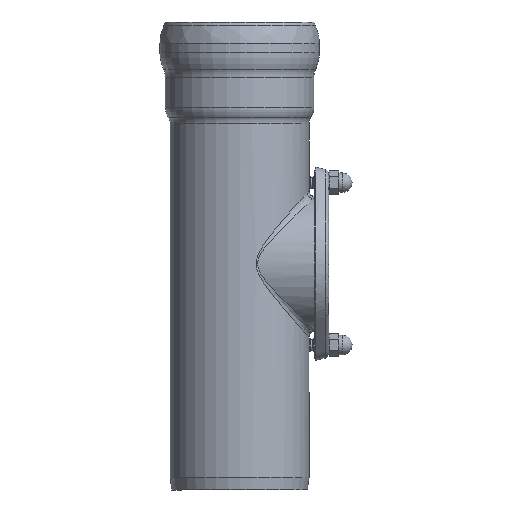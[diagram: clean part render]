
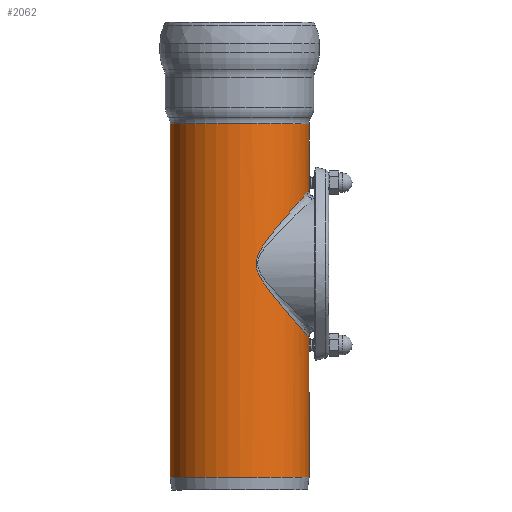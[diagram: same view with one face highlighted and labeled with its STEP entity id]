
A CAD part, left-side view. The second image highlights one B-rep face of the part: STEP entity #2062.
In plain terms, the highlighted cylindrical face has radius 445 mm (diameter 890 mm), a full revolution.
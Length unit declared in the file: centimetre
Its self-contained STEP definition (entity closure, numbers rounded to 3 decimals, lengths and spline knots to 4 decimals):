
#112=FACE_BOUND('',#418,.T.);
#190=CYLINDRICAL_SURFACE('',#2499,44.5);
#259=FACE_OUTER_BOUND('',#417,.T.);
#417=EDGE_LOOP('',(#1615,#1616,#1617,#1618,#1619,#1620));
#418=EDGE_LOOP('',(#1621));
#586=CIRCLE('',#2496,44.5);
#587=CIRCLE('',#2497,44.5);
#589=CIRCLE('',#2500,44.5);
#590=CIRCLE('',#2501,44.5);
#730=B_SPLINE_CURVE_WITH_KNOTS('',3,(#18306,#18307,#18308,#18309,#18310,
#18311,#18312,#18313,#18314,#18315,#18316,#18317,#18318,#18319,#18320,#18321,
#18322,#18323,#18324,#18325,#18326,#18327,#18328,#18329,#18330,#18331,#18332,
#18333,#18334,#18335,#18336,#18337,#18338,#18339,#18340,#18341,#18342,#18343,
#18344,#18345,#18346,#18347,#18348,#18349,#18350,#18351,#18352,#18353,#18354,
#18355,#18356,#18357,#18358,#18359,#18360,#18361,#18362,#18363,#18364,#18365,
#18366,#18367),.UNSPECIFIED.,.T.,.F.,(4,1,1,1,1,1,1,1,1,1,1,1,1,1,1,1,1,
1,1,1,1,1,1,1,1,1,1,1,1,1,1,1,1,1,1,1,1,1,1,1,1,1,1,1,1,1,1,1,1,1,1,1,1,
1,1,1,1,1,1,4),(-308.1729,-306.7971,-305.4214,-302.6698,
-299.9183,-297.1667,-291.6636,-286.1605,
-280.6575,-275.1544,-264.1482,-254.3649,
-249.4733,-242.1358,-234.7984,-227.4609,
-220.1235,-212.786,-205.4486,-198.1111,
-190.7737,-183.4362,-176.0988,-172.4301,-168.7613,
-165.0926,-163.2583,-161.4239,-158.9781,
-156.5323,-154.0864,-151.6406,-149.1948,
-146.749,-143.0803,-139.4115,-135.7428,
-132.0741,-124.7366,-117.3992,-110.0617,
-102.7243,-92.941,-88.0494,-80.7119,
-73.3745,-66.037,-58.6996,-53.808,
-44.0247,-33.0185,-27.5154,-22.0123,
-16.5093,-11.0062,-8.2546,-5.5031,
-2.7515,-1.3758,0.),.UNSPECIFIED.);
#856=VERTEX_POINT('',#18293);
#857=VERTEX_POINT('',#18295);
#858=VERTEX_POINT('',#18300);
#859=VERTEX_POINT('',#18302);
#860=VERTEX_POINT('',#18305);
#1118=EDGE_CURVE('',#856,#857,#586,.T.);
#1119=EDGE_CURVE('',#857,#856,#587,.T.);
#1121=EDGE_CURVE('',#857,#858,#2203,.T.);
#1122=EDGE_CURVE('',#858,#859,#589,.T.);
#1123=EDGE_CURVE('',#859,#858,#590,.T.);
#1124=EDGE_CURVE('',#860,#860,#730,.T.);
#1615=ORIENTED_EDGE('',*,*,#1118,.F.);
#1616=ORIENTED_EDGE('',*,*,#1119,.F.);
#1617=ORIENTED_EDGE('',*,*,#1121,.T.);
#1618=ORIENTED_EDGE('',*,*,#1122,.T.);
#1619=ORIENTED_EDGE('',*,*,#1123,.T.);
#1620=ORIENTED_EDGE('',*,*,#1121,.F.);
#1621=ORIENTED_EDGE('',*,*,#1124,.F.);
#2062=ADVANCED_FACE('',(#259,#112),#190,.T.);
#2203=LINE('',#18301,#2302);
#2302=VECTOR('',#2994,44.5);
#2496=AXIS2_PLACEMENT_3D('',#18296,#2986,#2987);
#2497=AXIS2_PLACEMENT_3D('',#18297,#2988,#2989);
#2499=AXIS2_PLACEMENT_3D('',#18299,#2992,#2993);
#2500=AXIS2_PLACEMENT_3D('',#18303,#2995,#2996);
#2501=AXIS2_PLACEMENT_3D('',#18304,#2997,#2998);
#2986=DIRECTION('center_axis',(0.,0.,-1.));
#2987=DIRECTION('ref_axis',(1.,0.,0.));
#2988=DIRECTION('center_axis',(0.,0.,-1.));
#2989=DIRECTION('ref_axis',(1.,0.,0.));
#2992=DIRECTION('center_axis',(0.,0.,-1.));
#2993=DIRECTION('ref_axis',(-1.,0.,0.));
#2994=DIRECTION('',(0.,0.,1.));
#2995=DIRECTION('center_axis',(0.,0.,-1.));
#2996=DIRECTION('ref_axis',(1.,0.,0.));
#2997=DIRECTION('center_axis',(0.,0.,-1.));
#2998=DIRECTION('ref_axis',(1.,0.,0.));
#18293=CARTESIAN_POINT('',(0.,-44.5,8.0623));
#18295=CARTESIAN_POINT('',(44.5,0.,8.0623));
#18296=CARTESIAN_POINT('Origin',(0.,0.,8.0623));
#18297=CARTESIAN_POINT('Origin',(0.,0.,8.0623));
#18299=CARTESIAN_POINT('Origin',(0.,0.,9.));
#18300=CARTESIAN_POINT('',(44.5,0.,234.6934));
#18301=CARTESIAN_POINT('',(44.5,0.,9.));
#18302=CARTESIAN_POINT('',(0.,-44.5,234.6934));
#18303=CARTESIAN_POINT('Origin',(0.,0.,234.6934));
#18304=CARTESIAN_POINT('Origin',(0.,0.,234.6934));
#18305=CARTESIAN_POINT('',(-43.2155,-10.6148,145.));
#18306=CARTESIAN_POINT('Ctrl Pts',(-43.2155,-10.6148,
145.));
#18307=CARTESIAN_POINT('Ctrl Pts',(-43.2155,-10.6148,
144.4982));
#18308=CARTESIAN_POINT('Ctrl Pts',(-43.2007,-10.6753,
143.4948));
#18309=CARTESIAN_POINT('Ctrl Pts',(-43.1138,-11.024,141.5214));
#18310=CARTESIAN_POINT('Ctrl Pts',(-42.9073,-11.819,
139.1659));
#18311=CARTESIAN_POINT('Ctrl Pts',(-42.5335,-13.1097,
136.5315));
#18312=CARTESIAN_POINT('Ctrl Pts',(-41.8889,-15.0875,
133.2107));
#18313=CARTESIAN_POINT('Ctrl Pts',(-40.8296,-17.8243,
129.3228));
#18314=CARTESIAN_POINT('Ctrl Pts',(-39.1801,-21.2164,
124.9414));
#18315=CARTESIAN_POINT('Ctrl Pts',(-37.1416,-24.6229,
120.7647));
#18316=CARTESIAN_POINT('Ctrl Pts',(-33.8746,-29.0946,
115.4471));
#18317=CARTESIAN_POINT('Ctrl Pts',(-28.9815,-34.1392,
109.6199));
#18318=CARTESIAN_POINT('Ctrl Pts',(-22.8713,-38.371,
104.8079));
#18319=CARTESIAN_POINT('Ctrl Pts',(-16.8391,-41.3232,
101.472));
#18320=CARTESIAN_POINT('Ctrl Pts',(-10.927,-43.3364,99.2061));
#18321=CARTESIAN_POINT('Ctrl Pts',(-3.718,-44.5496,
97.8443));
#18322=CARTESIAN_POINT('Ctrl Pts',(3.7025,-44.5508,97.8429));
#18323=CARTESIAN_POINT('Ctrl Pts',(10.9121,-43.3403,99.2018));
#18324=CARTESIAN_POINT('Ctrl Pts',(17.5655,-41.077,101.749));
#18325=CARTESIAN_POINT('Ctrl Pts',(23.473,-37.9899,105.2396));
#18326=CARTESIAN_POINT('Ctrl Pts',(28.5752,-34.2955,109.4484));
#18327=CARTESIAN_POINT('Ctrl Pts',(32.8772,-30.1747,114.1988));
#18328=CARTESIAN_POINT('Ctrl Pts',(36.4142,-25.7745,119.3715));
#18329=CARTESIAN_POINT('Ctrl Pts',(38.7599,-21.9796,123.9858));
#18330=CARTESIAN_POINT('Ctrl Pts',(40.288,-18.9523,127.8612));
#18331=CARTESIAN_POINT('Ctrl Pts',(41.2612,-16.7225,130.8738));
#18332=CARTESIAN_POINT('Ctrl Pts',(41.9291,-14.9368,133.4991));
#18333=CARTESIAN_POINT('Ctrl Pts',(42.3736,-13.604,135.696));
#18334=CARTESIAN_POINT('Ctrl Pts',(42.6915,-12.5729,137.592));
#18335=CARTESIAN_POINT('Ctrl Pts',(42.9692,-11.5851,139.7801));
#18336=CARTESIAN_POINT('Ctrl Pts',(43.1679,-10.8112,142.3212));
#18337=CARTESIAN_POINT('Ctrl Pts',(43.2393,-10.5161,144.996));
#18338=CARTESIAN_POINT('Ctrl Pts',(43.1683,-10.8096,147.6716));
#18339=CARTESIAN_POINT('Ctrl Pts',(42.9699,-11.5823,150.2134));
#18340=CARTESIAN_POINT('Ctrl Pts',(42.6168,-12.8393,152.9971));
#18341=CARTESIAN_POINT('Ctrl Pts',(42.0647,-14.5744,155.9658));
#18342=CARTESIAN_POINT('Ctrl Pts',(41.2632,-16.7174,159.1202));
#18343=CARTESIAN_POINT('Ctrl Pts',(40.2885,-18.9514,162.1374));
#18344=CARTESIAN_POINT('Ctrl Pts',(38.7617,-21.9758,166.0097));
#18345=CARTESIAN_POINT('Ctrl Pts',(36.4226,-25.7623,170.6137));
#18346=CARTESIAN_POINT('Ctrl Pts',(32.8839,-30.1681,175.7936));
#18347=CARTESIAN_POINT('Ctrl Pts',(28.5825,-34.2886,180.5437));
#18348=CARTESIAN_POINT('Ctrl Pts',(22.9182,-38.394,185.2208));
#18349=CARTESIAN_POINT('Ctrl Pts',(16.8716,-41.3821,188.5944));
#18350=CARTESIAN_POINT('Ctrl Pts',(10.1221,-43.472,190.9461));
#18351=CARTESIAN_POINT('Ctrl Pts',(3.7163,-44.5497,192.1557));
#18352=CARTESIAN_POINT('Ctrl Pts',(-3.7053,-44.5508,
192.157));
#18353=CARTESIAN_POINT('Ctrl Pts',(-10.9145,-43.3395,
190.7973));
#18354=CARTESIAN_POINT('Ctrl Pts',(-16.8279,-41.3279,188.5333));
#18355=CARTESIAN_POINT('Ctrl Pts',(-22.8615,-38.3767,
185.1985));
#18356=CARTESIAN_POINT('Ctrl Pts',(-28.9728,-34.1471,180.3891));
#18357=CARTESIAN_POINT('Ctrl Pts',(-33.8702,-29.0995,
174.5586));
#18358=CARTESIAN_POINT('Ctrl Pts',(-37.1343,-24.6338,
169.2484));
#18359=CARTESIAN_POINT('Ctrl Pts',(-39.1798,-21.2181,
165.0609));
#18360=CARTESIAN_POINT('Ctrl Pts',(-40.832,-17.8186,160.6696));
#18361=CARTESIAN_POINT('Ctrl Pts',(-41.8892,-15.0866,
156.7876));
#18362=CARTESIAN_POINT('Ctrl Pts',(-42.5334,-13.1101,153.4693));
#18363=CARTESIAN_POINT('Ctrl Pts',(-42.9073,-11.819,
150.8342));
#18364=CARTESIAN_POINT('Ctrl Pts',(-43.1138,-11.024,148.4786));
#18365=CARTESIAN_POINT('Ctrl Pts',(-43.2007,-10.6753,
146.5052));
#18366=CARTESIAN_POINT('Ctrl Pts',(-43.2155,-10.6148,
145.5018));
#18367=CARTESIAN_POINT('Ctrl Pts',(-43.2155,-10.6148,
145.));
